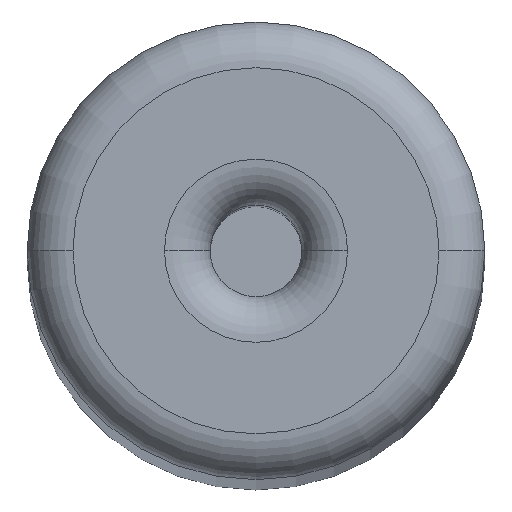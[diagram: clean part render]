
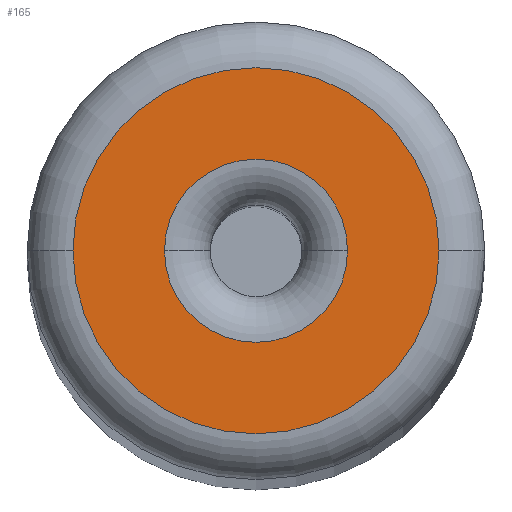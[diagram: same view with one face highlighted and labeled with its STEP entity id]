
A CAD part, top view. The second image highlights one B-rep face of the part: STEP entity #165.
In plain terms, the highlighted planar face has unit normal (0, 0, 1).
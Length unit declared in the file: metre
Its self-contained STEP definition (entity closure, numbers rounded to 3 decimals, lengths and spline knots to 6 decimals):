
#6 = DIRECTION ( 'NONE',  ( 0., -1., 0. ) ) ;
#7 = EDGE_CURVE ( 'NONE', #16, #115, #268, .T. ) ;
#13 = CARTESIAN_POINT ( 'NONE',  ( 0., 0., 0.065 ) ) ;
#14 = DIRECTION ( 'NONE',  ( 0., 0., -1. ) ) ;
#16 = VERTEX_POINT ( 'NONE', #31 ) ;
#18 = VERTEX_POINT ( 'NONE', #52 ) ;
#21 = DIRECTION ( 'NONE',  ( -1., 0., 0. ) ) ;
#31 = CARTESIAN_POINT ( 'NONE',  ( -0.002, 0., 0.065 ) ) ;
#34 = EDGE_CURVE ( 'NONE', #115, #16, #180, .T. ) ;
#37 = AXIS2_PLACEMENT_3D ( 'NONE', #13, #202, #293 ) ;
#40 = ORIENTED_EDGE ( 'NONE', *, *, #7, .F. ) ;
#47 = AXIS2_PLACEMENT_3D ( 'NONE', #77, #55, #51 ) ;
#50 = EDGE_LOOP ( 'NONE', ( #40, #110 ) ) ;
#51 = DIRECTION ( 'NONE',  ( -1., 0., 0. ) ) ;
#52 = CARTESIAN_POINT ( 'NONE',  ( -0.001, 0., 0.065 ) ) ;
#55 = DIRECTION ( 'NONE',  ( 0., 0., -1. ) ) ;
#57 = DIRECTION ( 'NONE',  ( 0., 0., -1. ) ) ;
#60 = PLANE ( 'NONE',  #79 ) ;
#61 = ORIENTED_EDGE ( 'NONE', *, *, #132, .T. ) ;
#77 = CARTESIAN_POINT ( 'NONE',  ( 0., 0., 0.065 ) ) ;
#79 = AXIS2_PLACEMENT_3D ( 'NONE', #129, #274, #6 ) ;
#88 = FACE_BOUND ( 'NONE', #189, .T. ) ;
#99 = CARTESIAN_POINT ( 'NONE',  ( 0.002, 0., 0.065 ) ) ;
#110 = ORIENTED_EDGE ( 'NONE', *, *, #34, .F. ) ;
#115 = VERTEX_POINT ( 'NONE', #99 ) ;
#129 = CARTESIAN_POINT ( 'NONE',  ( 0., 0., 0.065 ) ) ;
#132 = EDGE_CURVE ( 'NONE', #210, #18, #211, .T. ) ;
#146 = DIRECTION ( 'NONE',  ( -1., 0., 0. ) ) ;
#165 = ADVANCED_FACE ( 'NONE', ( #209, #88 ), #60, .F. ) ;
#173 = AXIS2_PLACEMENT_3D ( 'NONE', #303, #14, #21 ) ;
#174 = CIRCLE ( 'NONE', #37, 0.001 ) ;
#180 = CIRCLE ( 'NONE', #47, 0.002 ) ;
#189 = EDGE_LOOP ( 'NONE', ( #283, #61 ) ) ;
#202 = DIRECTION ( 'NONE',  ( 0., 0., -1. ) ) ;
#209 = FACE_OUTER_BOUND ( 'NONE', #50, .T. ) ;
#210 = VERTEX_POINT ( 'NONE', #298 ) ;
#211 = CIRCLE ( 'NONE', #236, 0.001 ) ;
#236 = AXIS2_PLACEMENT_3D ( 'NONE', #248, #57, #146 ) ;
#248 = CARTESIAN_POINT ( 'NONE',  ( 0., 0., 0.065 ) ) ;
#268 = CIRCLE ( 'NONE', #173, 0.002 ) ;
#274 = DIRECTION ( 'NONE',  ( 0., 0., -1. ) ) ;
#283 = ORIENTED_EDGE ( 'NONE', *, *, #291, .T. ) ;
#291 = EDGE_CURVE ( 'NONE', #18, #210, #174, .T. ) ;
#293 = DIRECTION ( 'NONE',  ( -1., 0., 0. ) ) ;
#298 = CARTESIAN_POINT ( 'NONE',  ( 0.001, 0., 0.065 ) ) ;
#303 = CARTESIAN_POINT ( 'NONE',  ( 0., 0., 0.065 ) ) ;
